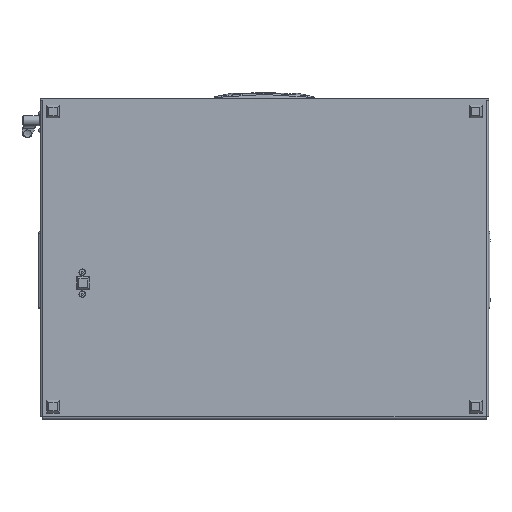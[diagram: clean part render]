
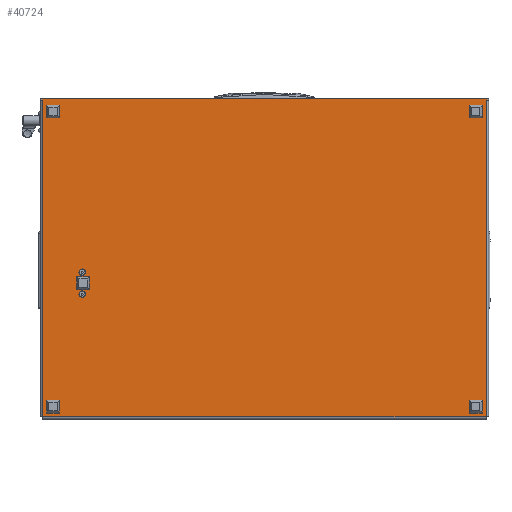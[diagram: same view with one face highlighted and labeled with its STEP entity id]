
A CAD part, front view. The second image highlights one B-rep face of the part: STEP entity #40724.
In plain terms, the highlighted face is planar.
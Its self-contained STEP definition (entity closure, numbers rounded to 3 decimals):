
#954 = CARTESIAN_POINT ( 'NONE',  ( 0., 708., 0. ) ) ;
#1948 = CARTESIAN_POINT ( 'NONE',  ( 506., 708., 0. ) ) ;
#2324 = DIRECTION ( 'NONE',  ( 0., 0., -1. ) ) ;
#3145 = DIRECTION ( 'NONE',  ( -1., 0., 0. ) ) ;
#3590 = FACE_BOUND ( 'NONE', #9413, .T. ) ;
#4396 = VERTEX_POINT ( 'NONE', #45163 ) ;
#4445 = ORIENTED_EDGE ( 'NONE', *, *, #31019, .T. ) ;
#5579 = VERTEX_POINT ( 'NONE', #42923 ) ;
#5607 = VERTEX_POINT ( 'NONE', #954 ) ;
#5934 = EDGE_CURVE ( 'NONE', #39325, #7852, #9147, .T. ) ;
#6261 = DIRECTION ( 'NONE',  ( 0., 0., -1. ) ) ;
#6533 = CARTESIAN_POINT ( 'NONE',  ( 0., 0., 0. ) ) ;
#7020 = ORIENTED_EDGE ( 'NONE', *, *, #29004, .T. ) ;
#7202 = LINE ( 'NONE', #6533, #10688 ) ;
#7852 = VERTEX_POINT ( 'NONE', #21493 ) ;
#8335 = ORIENTED_EDGE ( 'NONE', *, *, #41966, .T. ) ;
#8945 = EDGE_LOOP ( 'NONE', ( #11162, #25026, #8335, #7020, #12974, #29785, #4445, #44894 ) ) ;
#9147 = LINE ( 'NONE', #30274, #25180 ) ;
#9413 = EDGE_LOOP ( 'NONE', ( #32359, #25852 ) ) ;
#9637 = CARTESIAN_POINT ( 'NONE',  ( 506., 708., 0. ) ) ;
#9812 = VERTEX_POINT ( 'NONE', #33751 ) ;
#9968 = VECTOR ( 'NONE', #40360, 1000. ) ;
#9979 = DIRECTION ( 'NONE',  ( -1., 0., 0. ) ) ;
#10036 = DIRECTION ( 'NONE',  ( 0., 0., -1. ) ) ;
#10688 = VECTOR ( 'NONE', #20680, 1000. ) ;
#10767 = PLANE ( 'NONE',  #42267 ) ;
#10812 = EDGE_CURVE ( 'NONE', #5607, #18106, #22950, .T. ) ;
#10999 = CARTESIAN_POINT ( 'NONE',  ( 0., 708., 0. ) ) ;
#11162 = ORIENTED_EDGE ( 'NONE', *, *, #5934, .F. ) ;
#12746 = CARTESIAN_POINT ( 'NONE',  ( 0., -4., 0. ) ) ;
#12822 = DIRECTION ( 'NONE',  ( 0., -1., 0. ) ) ;
#12974 = ORIENTED_EDGE ( 'NONE', *, *, #10812, .F. ) ;
#13229 = CARTESIAN_POINT ( 'NONE',  ( 310., 645., 0. ) ) ;
#13361 = VECTOR ( 'NONE', #34743, 1000. ) ;
#13483 = ORIENTED_EDGE ( 'NONE', *, *, #23050, .F. ) ;
#13789 = DIRECTION ( 'NONE',  ( 0., 0., -1. ) ) ;
#14014 = VERTEX_POINT ( 'NONE', #20914 ) ;
#14117 = EDGE_CURVE ( 'NONE', #39533, #5579, #23422, .T. ) ;
#14171 = VERTEX_POINT ( 'NONE', #39692 ) ;
#14327 = CARTESIAN_POINT ( 'NONE',  ( 0., -2., 0. ) ) ;
#14687 = VERTEX_POINT ( 'NONE', #25716 ) ;
#14797 = CARTESIAN_POINT ( 'NONE',  ( 315.2, 645., 0. ) ) ;
#15957 = CARTESIAN_POINT ( 'NONE',  ( 275., 645., 0. ) ) ;
#16532 = CIRCLE ( 'NONE', #18743, 5.2 ) ;
#16767 = DIRECTION ( 'NONE',  ( -1., 0., 0. ) ) ;
#17360 = VERTEX_POINT ( 'NONE', #9637 ) ;
#18106 = VERTEX_POINT ( 'NONE', #32717 ) ;
#18743 = AXIS2_PLACEMENT_3D ( 'NONE', #13229, #6261, #9979 ) ;
#19403 = EDGE_CURVE ( 'NONE', #4396, #14171, #42031, .T. ) ;
#20680 = DIRECTION ( 'NONE',  ( 1., 0., 0. ) ) ;
#20914 = CARTESIAN_POINT ( 'NONE',  ( 506., 0., 0. ) ) ;
#21089 = EDGE_CURVE ( 'NONE', #14171, #4396, #43626, .T. ) ;
#21183 = FACE_OUTER_BOUND ( 'NONE', #8945, .T. ) ;
#21493 = CARTESIAN_POINT ( 'NONE',  ( 0., 0., 0. ) ) ;
#21930 = AXIS2_PLACEMENT_3D ( 'NONE', #37877, #10036, #16767 ) ;
#22843 = ORIENTED_EDGE ( 'NONE', *, *, #14117, .F. ) ;
#22950 = LINE ( 'NONE', #12746, #9968 ) ;
#23021 = EDGE_LOOP ( 'NONE', ( #13483, #22843 ) ) ;
#23050 = EDGE_CURVE ( 'NONE', #5579, #39533, #16532, .T. ) ;
#23422 = CIRCLE ( 'NONE', #21930, 5.2 ) ;
#23606 = VECTOR ( 'NONE', #44461, 1000. ) ;
#23791 = LINE ( 'NONE', #26601, #23606 ) ;
#24515 = LINE ( 'NONE', #44963, #13361 ) ;
#24887 = EDGE_CURVE ( 'NONE', #7852, #14014, #7202, .T. ) ;
#25026 = ORIENTED_EDGE ( 'NONE', *, *, #27980, .T. ) ;
#25180 = VECTOR ( 'NONE', #34420, 1000. ) ;
#25716 = CARTESIAN_POINT ( 'NONE',  ( -2., 710., 0. ) ) ;
#25852 = ORIENTED_EDGE ( 'NONE', *, *, #19403, .F. ) ;
#26437 = DIRECTION ( 'NONE',  ( -1., 0., 0. ) ) ;
#26575 = AXIS2_PLACEMENT_3D ( 'NONE', #15957, #37513, #30789 ) ;
#26601 = CARTESIAN_POINT ( 'NONE',  ( 0., 710., 0. ) ) ;
#27946 = AXIS2_PLACEMENT_3D ( 'NONE', #44076, #2324, #26437 ) ;
#27980 = EDGE_CURVE ( 'NONE', #39325, #9812, #38359, .T. ) ;
#28148 = VECTOR ( 'NONE', #12822, 1000. ) ;
#29004 = EDGE_CURVE ( 'NONE', #14687, #18106, #23791, .T. ) ;
#29785 = ORIENTED_EDGE ( 'NONE', *, *, #42427, .F. ) ;
#30274 = CARTESIAN_POINT ( 'NONE',  ( 0., -4., 0. ) ) ;
#30789 = DIRECTION ( 'NONE',  ( -1., 0., 0. ) ) ;
#31019 = EDGE_CURVE ( 'NONE', #17360, #14014, #33263, .T. ) ;
#32359 = ORIENTED_EDGE ( 'NONE', *, *, #21089, .F. ) ;
#32717 = CARTESIAN_POINT ( 'NONE',  ( 0., 710., 0. ) ) ;
#33263 = LINE ( 'NONE', #1948, #28148 ) ;
#33751 = CARTESIAN_POINT ( 'NONE',  ( -2., -2., 0. ) ) ;
#34420 = DIRECTION ( 'NONE',  ( 0., 1., 0. ) ) ;
#34678 = FACE_BOUND ( 'NONE', #23021, .T. ) ;
#34743 = DIRECTION ( 'NONE',  ( 0., 1., 0. ) ) ;
#37513 = DIRECTION ( 'NONE',  ( 0., 0., -1. ) ) ;
#37877 = CARTESIAN_POINT ( 'NONE',  ( 310., 645., 0. ) ) ;
#38359 = LINE ( 'NONE', #45771, #43386 ) ;
#38517 = DIRECTION ( 'NONE',  ( -1., 0., 0. ) ) ;
#38954 = LINE ( 'NONE', #41991, #45288 ) ;
#39262 = DIRECTION ( 'NONE',  ( -1., 0., 0. ) ) ;
#39325 = VERTEX_POINT ( 'NONE', #14327 ) ;
#39533 = VERTEX_POINT ( 'NONE', #14797 ) ;
#39692 = CARTESIAN_POINT ( 'NONE',  ( 269.8, 645., 0. ) ) ;
#40360 = DIRECTION ( 'NONE',  ( 0., 1., 0. ) ) ;
#40724 = ADVANCED_FACE ( 'NONE', ( #3590, #34678, #21183 ), #10767, .T. ) ;
#41966 = EDGE_CURVE ( 'NONE', #9812, #14687, #24515, .T. ) ;
#41991 = CARTESIAN_POINT ( 'NONE',  ( 0., 708., 0. ) ) ;
#42031 = CIRCLE ( 'NONE', #27946, 5.2 ) ;
#42267 = AXIS2_PLACEMENT_3D ( 'NONE', #10999, #13789, #3145 ) ;
#42427 = EDGE_CURVE ( 'NONE', #17360, #5607, #38954, .T. ) ;
#42923 = CARTESIAN_POINT ( 'NONE',  ( 304.8, 645., 0. ) ) ;
#43386 = VECTOR ( 'NONE', #39262, 1000. ) ;
#43626 = CIRCLE ( 'NONE', #26575, 5.2 ) ;
#44076 = CARTESIAN_POINT ( 'NONE',  ( 275., 645., 0. ) ) ;
#44461 = DIRECTION ( 'NONE',  ( 1., 0., 0. ) ) ;
#44894 = ORIENTED_EDGE ( 'NONE', *, *, #24887, .F. ) ;
#44963 = CARTESIAN_POINT ( 'NONE',  ( -2., -4., 0. ) ) ;
#45163 = CARTESIAN_POINT ( 'NONE',  ( 280.2, 645., 0. ) ) ;
#45288 = VECTOR ( 'NONE', #38517, 1000. ) ;
#45771 = CARTESIAN_POINT ( 'NONE',  ( 0., -2., 0. ) ) ;
